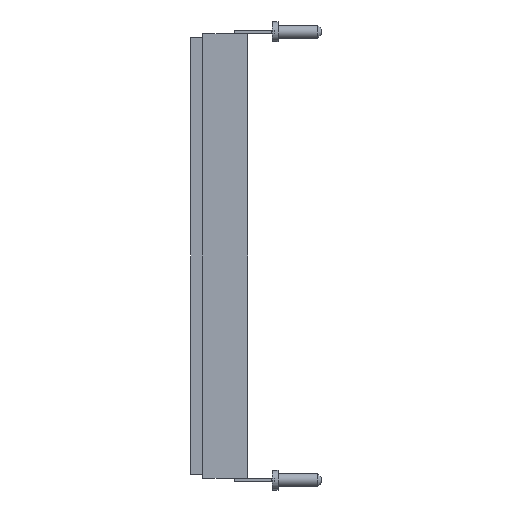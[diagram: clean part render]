
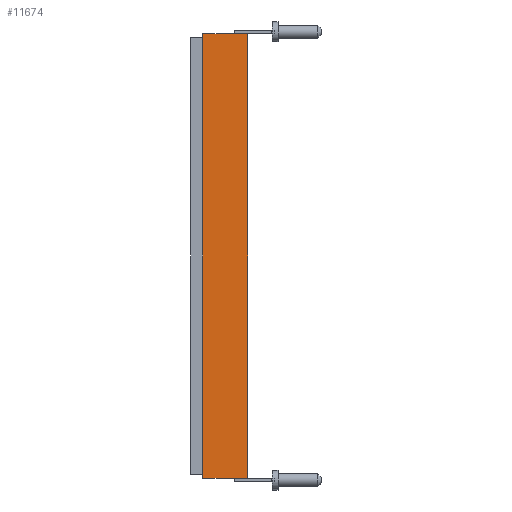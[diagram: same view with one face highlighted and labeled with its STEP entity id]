
A CAD part, left-side view. The second image highlights one B-rep face of the part: STEP entity #11674.
In plain terms, the highlighted planar face has unit normal (-1, 0, 0).
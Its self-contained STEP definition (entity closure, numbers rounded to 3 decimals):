
#1264=FACE_OUTER_BOUND('',#2075,.T.);
#2075=EDGE_LOOP('',(#10359,#10360,#10361,#10362));
#2199=LINE('',#16172,#3503);
#3360=LINE('',#19176,#4664);
#3381=LINE('',#19198,#4685);
#3382=LINE('',#19199,#4686);
#3503=VECTOR('',#12844,10.);
#4664=VECTOR('',#15881,10.);
#4685=VECTOR('',#15904,10.);
#4686=VECTOR('',#15905,10.);
#4796=VERTEX_POINT('',#16169);
#4797=VERTEX_POINT('',#16171);
#5701=VERTEX_POINT('',#19173);
#5702=VERTEX_POINT('',#19175);
#5830=EDGE_CURVE('',#4796,#4797,#2199,.T.);
#7264=EDGE_CURVE('',#5702,#5701,#3360,.T.);
#7285=EDGE_CURVE('',#4796,#5702,#3381,.T.);
#7286=EDGE_CURVE('',#4797,#5701,#3382,.T.);
#10359=ORIENTED_EDGE('',*,*,#7285,.T.);
#10360=ORIENTED_EDGE('',*,*,#7264,.T.);
#10361=ORIENTED_EDGE('',*,*,#7286,.F.);
#10362=ORIENTED_EDGE('',*,*,#5830,.F.);
#10983=PLANE('',#12659);
#11674=ADVANCED_FACE('',(#1264),#10983,.T.);
#12659=AXIS2_PLACEMENT_3D('',#19197,#15902,#15903);
#12844=DIRECTION('',(0.,1.,0.));
#15881=DIRECTION('',(0.,1.,0.));
#15902=DIRECTION('center_axis',(-1.,0.,0.));
#15903=DIRECTION('ref_axis',(0.,0.,1.));
#15904=DIRECTION('',(0.,0.,1.));
#15905=DIRECTION('',(0.,0.,1.));
#16169=CARTESIAN_POINT('',(0.,0.,-32.64));
#16171=CARTESIAN_POINT('',(0.,3.3,-32.64));
#16172=CARTESIAN_POINT('',(0.,0.,-32.64));
#19173=CARTESIAN_POINT('',(0.,3.3,0.));
#19175=CARTESIAN_POINT('',(0.,0.,0.));
#19176=CARTESIAN_POINT('',(0.,0.,0.));
#19197=CARTESIAN_POINT('Origin',(0.,0.,-32.64));
#19198=CARTESIAN_POINT('',(0.,0.,-32.64));
#19199=CARTESIAN_POINT('',(0.,3.3,-32.64));
